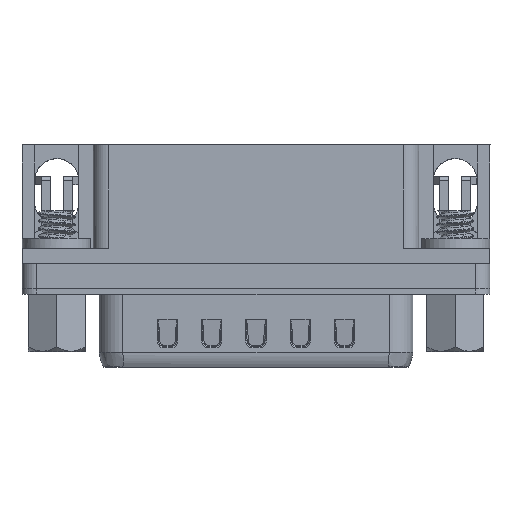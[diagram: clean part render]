
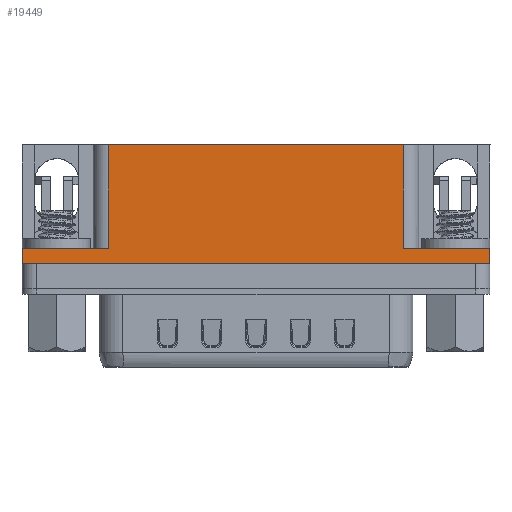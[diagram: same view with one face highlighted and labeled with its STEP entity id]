
A CAD part, top view. The second image highlights one B-rep face of the part: STEP entity #19449.
In plain terms, the highlighted planar face has unit normal (0, 0, 1).
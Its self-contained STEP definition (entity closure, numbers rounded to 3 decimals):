
#19413=AXIS2_PLACEMENT_3D('Plane Axis2P3D',#19410,#19411,#19412) ;
#18795=CARTESIAN_POINT('Line Origine',(19.57,8.66,14.9)) ;
#18799=CARTESIAN_POINT('Vertex',(0.,8.66,14.9)) ;
#18801=CARTESIAN_POINT('Vertex',(39.14,8.66,14.9)) ;
#18862=CARTESIAN_POINT('Vertex',(7.21,9.93,14.9)) ;
#18865=CARTESIAN_POINT('Line Origine',(7.21,6.54,14.9)) ;
#18869=CARTESIAN_POINT('Vertex',(7.21,18.6,14.9)) ;
#18904=CARTESIAN_POINT('Vertex',(31.93,9.93,14.9)) ;
#18932=CARTESIAN_POINT('Vertex',(31.93,18.6,14.9)) ;
#18935=CARTESIAN_POINT('Line Origine',(31.93,6.54,14.9)) ;
#19014=CARTESIAN_POINT('Line Origine',(19.57,18.6,14.9)) ;
#19410=CARTESIAN_POINT('Axis2P3D Location',(19.57,6.54,14.9)) ;
#19415=CARTESIAN_POINT('Line Origine',(3.605,9.93,14.9)) ;
#19419=CARTESIAN_POINT('Vertex',(0.,9.93,14.9)) ;
#19422=CARTESIAN_POINT('Line Origine',(0.,9.295,14.9)) ;
#19427=CARTESIAN_POINT('Line Origine',(39.14,9.295,14.9)) ;
#19431=CARTESIAN_POINT('Vertex',(39.14,9.93,14.9)) ;
#19434=CARTESIAN_POINT('Line Origine',(35.535,9.93,14.9)) ;
#18796=DIRECTION('Vector Direction',(1.,0.,0.)) ;
#18866=DIRECTION('Vector Direction',(0.,1.,0.)) ;
#18936=DIRECTION('Vector Direction',(0.,-1.,0.)) ;
#19015=DIRECTION('Vector Direction',(-1.,0.,0.)) ;
#19411=DIRECTION('Axis2P3D Direction',(-0.,0.,1.)) ;
#19412=DIRECTION('Axis2P3D XDirection',(0.,-1.,0.)) ;
#19416=DIRECTION('Vector Direction',(1.,0.,0.)) ;
#19423=DIRECTION('Vector Direction',(0.,-1.,0.)) ;
#19428=DIRECTION('Vector Direction',(0.,-1.,0.)) ;
#19435=DIRECTION('Vector Direction',(1.,0.,0.)) ;
#18797=VECTOR('Line Direction',#18796,1.) ;
#18867=VECTOR('Line Direction',#18866,1.) ;
#18937=VECTOR('Line Direction',#18936,1.) ;
#19016=VECTOR('Line Direction',#19015,1.) ;
#19417=VECTOR('Line Direction',#19416,1.) ;
#19424=VECTOR('Line Direction',#19423,1.) ;
#19429=VECTOR('Line Direction',#19428,1.) ;
#19436=VECTOR('Line Direction',#19435,1.) ;
#19440=ORIENTED_EDGE('',*,*,#19018,.T.) ;
#19441=ORIENTED_EDGE('',*,*,#18871,.T.) ;
#19442=ORIENTED_EDGE('',*,*,#19421,.F.) ;
#19443=ORIENTED_EDGE('',*,*,#19426,.T.) ;
#19444=ORIENTED_EDGE('',*,*,#18803,.T.) ;
#19445=ORIENTED_EDGE('',*,*,#19433,.F.) ;
#19446=ORIENTED_EDGE('',*,*,#19438,.F.) ;
#19447=ORIENTED_EDGE('',*,*,#18939,.T.) ;
#19449=ADVANCED_FACE('NONE',(#19448),#19414,.T.) ;
#18803=EDGE_CURVE('',#18800,#18802,#18798,.T.) ;
#18871=EDGE_CURVE('',#18870,#18863,#18868,.F.) ;
#18939=EDGE_CURVE('',#18905,#18933,#18938,.F.) ;
#19018=EDGE_CURVE('',#18933,#18870,#19017,.T.) ;
#19421=EDGE_CURVE('',#19420,#18863,#19418,.T.) ;
#19426=EDGE_CURVE('',#19420,#18800,#19425,.T.) ;
#19433=EDGE_CURVE('',#19432,#18802,#19430,.T.) ;
#19438=EDGE_CURVE('',#18905,#19432,#19437,.T.) ;
#19439=EDGE_LOOP('',(#19440,#19441,#19442,#19443,#19444,#19445,#19446,#19447)) ;
#19448=FACE_OUTER_BOUND('',#19439,.T.) ;
#18798=LINE('Line',#18795,#18797) ;
#18868=LINE('Line',#18865,#18867) ;
#18938=LINE('Line',#18935,#18937) ;
#19017=LINE('Line',#19014,#19016) ;
#19418=LINE('Line',#19415,#19417) ;
#19425=LINE('Line',#19422,#19424) ;
#19430=LINE('Line',#19427,#19429) ;
#19437=LINE('Line',#19434,#19436) ;
#19414=PLANE('',#19413) ;
#18800=VERTEX_POINT('',#18799) ;
#18802=VERTEX_POINT('',#18801) ;
#18863=VERTEX_POINT('',#18862) ;
#18870=VERTEX_POINT('',#18869) ;
#18905=VERTEX_POINT('',#18904) ;
#18933=VERTEX_POINT('',#18932) ;
#19420=VERTEX_POINT('',#19419) ;
#19432=VERTEX_POINT('',#19431) ;
